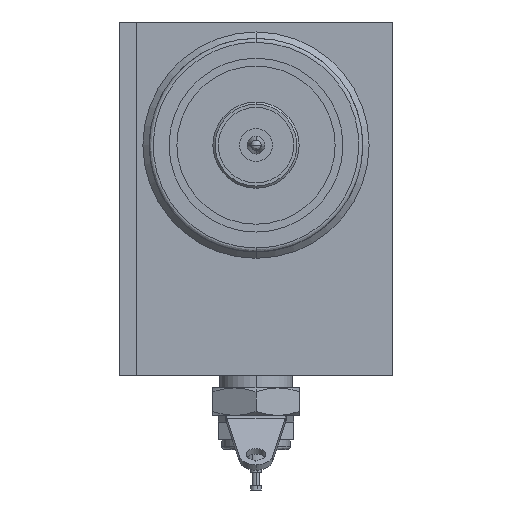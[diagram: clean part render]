
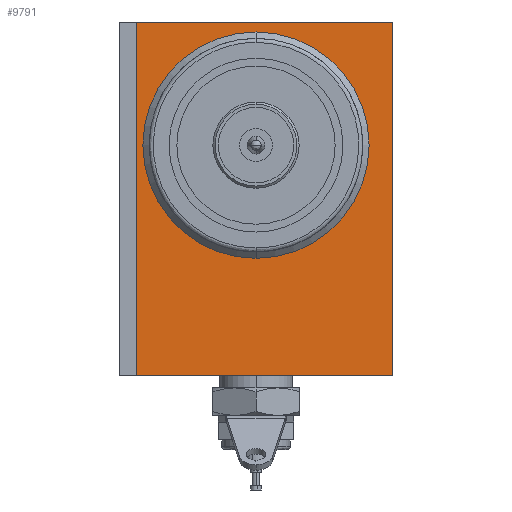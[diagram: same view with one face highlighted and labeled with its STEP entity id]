
A CAD part, left-side view. The second image highlights one B-rep face of the part: STEP entity #9791.
In plain terms, the highlighted planar face has unit normal (-1, 0, 0).
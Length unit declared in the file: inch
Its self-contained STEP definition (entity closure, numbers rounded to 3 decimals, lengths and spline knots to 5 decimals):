
#580 = VERTEX_POINT ( 'NONE', #4074 ) ;
#722 = CARTESIAN_POINT ( 'NONE',  ( -0.4225, 0.937, 0.645 ) ) ;
#1312 = LINE ( 'NONE', #6622, #10239 ) ;
#1870 = AXIS2_PLACEMENT_3D ( 'NONE', #6421, #5293, #14584 ) ;
#1917 = EDGE_CURVE ( 'NONE', #13129, #14471, #1312, .T. ) ;
#2382 = VERTEX_POINT ( 'NONE', #10304 ) ;
#2769 = FACE_OUTER_BOUND ( 'NONE', #6511, .T. ) ;
#2851 = PLANE ( 'NONE',  #1870 ) ;
#4074 = CARTESIAN_POINT ( 'NONE',  ( -0.4225, 0., 0.645 ) ) ;
#4395 = DIRECTION ( 'NONE',  ( 0., 1., 0. ) ) ;
#4771 = VECTOR ( 'NONE', #5378, 39.37008 ) ;
#5293 = DIRECTION ( 'NONE',  ( 1., 0., 0. ) ) ;
#5378 = DIRECTION ( 'NONE',  ( 0., 0., -1. ) ) ;
#5521 = CARTESIAN_POINT ( 'NONE',  ( -0.4225, 0.937, -0.645 ) ) ;
#5652 = EDGE_CURVE ( 'NONE', #580, #2382, #13445, .T. ) ;
#6421 = CARTESIAN_POINT ( 'NONE',  ( -0.4225, 0.937, 0.645 ) ) ;
#6446 = DIRECTION ( 'NONE',  ( 0., 0., 1. ) ) ;
#6511 = EDGE_LOOP ( 'NONE', ( #14314, #10216, #15095, #16541 ) ) ;
#6622 = CARTESIAN_POINT ( 'NONE',  ( -0.4225, 0.937, 0.645 ) ) ;
#6815 = LINE ( 'NONE', #5521, #15256 ) ;
#7177 = DIRECTION ( 'NONE',  ( 0., -1., 0. ) ) ;
#8091 = EDGE_CURVE ( 'NONE', #14471, #580, #16391, .T. ) ;
#9780 = CARTESIAN_POINT ( 'NONE',  ( -0.4225, 0., 0.645 ) ) ;
#9791 = ADVANCED_FACE ( 'NONE', ( #2769 ), #2851, .F. ) ;
#10216 = ORIENTED_EDGE ( 'NONE', *, *, #1917, .F. ) ;
#10239 = VECTOR ( 'NONE', #6446, 39.37008 ) ;
#10304 = CARTESIAN_POINT ( 'NONE',  ( -0.4225, 0., -0.645 ) ) ;
#11367 = VECTOR ( 'NONE', #7177, 39.37008 ) ;
#11692 = EDGE_CURVE ( 'NONE', #2382, #13129, #6815, .T. ) ;
#13129 = VERTEX_POINT ( 'NONE', #16365 ) ;
#13445 = LINE ( 'NONE', #9780, #4771 ) ;
#13665 = CARTESIAN_POINT ( 'NONE',  ( -0.4225, 0.937, 0.645 ) ) ;
#14314 = ORIENTED_EDGE ( 'NONE', *, *, #8091, .F. ) ;
#14471 = VERTEX_POINT ( 'NONE', #13665 ) ;
#14584 = DIRECTION ( 'NONE',  ( 0., 0., -1. ) ) ;
#15095 = ORIENTED_EDGE ( 'NONE', *, *, #11692, .F. ) ;
#15256 = VECTOR ( 'NONE', #4395, 39.37008 ) ;
#16365 = CARTESIAN_POINT ( 'NONE',  ( -0.4225, 0.937, -0.645 ) ) ;
#16391 = LINE ( 'NONE', #722, #11367 ) ;
#16541 = ORIENTED_EDGE ( 'NONE', *, *, #5652, .F. ) ;
